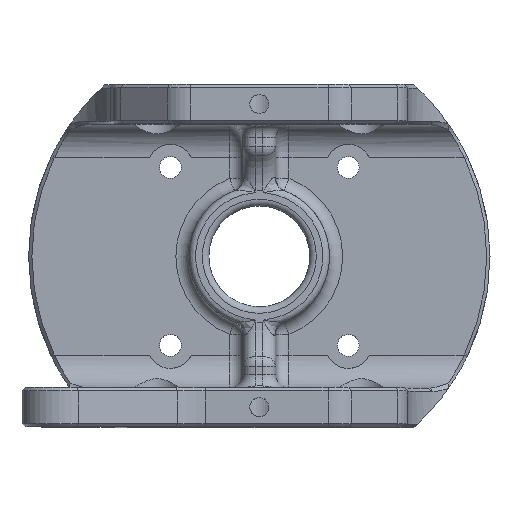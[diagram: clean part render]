
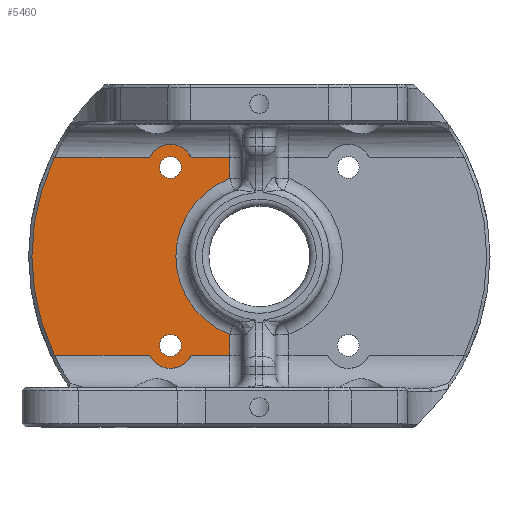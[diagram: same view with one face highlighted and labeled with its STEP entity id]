
A CAD part, top view. The second image highlights one B-rep face of the part: STEP entity #5460.
In plain terms, the highlighted planar face has unit normal (0, 0, 1).
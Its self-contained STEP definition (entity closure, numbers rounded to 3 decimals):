
#89=FACE_BOUND('',#842,.T.);
#90=FACE_BOUND('',#843,.T.);
#145=PLANE('',#5871);
#296=B_SPLINE_CURVE_WITH_KNOTS('',3,(#8860,#8861,#8862,#8863),
 .UNSPECIFIED.,.F.,.F.,(4,4),(-2.405,-2.381),
 .UNSPECIFIED.);
#297=B_SPLINE_CURVE_WITH_KNOTS('',3,(#8867,#8868,#8869,#8870),
 .UNSPECIFIED.,.F.,.F.,(4,4),(-0.807,-0.783),
 .UNSPECIFIED.);
#484=FACE_OUTER_BOUND('',#841,.T.);
#841=EDGE_LOOP('',(#3777,#3778,#3779,#3780,#3781,#3782,#3783,#3784,#3785,
#3786,#3787,#3788));
#842=EDGE_LOOP('',(#3789));
#843=EDGE_LOOP('',(#3790));
#1243=LINE('',#8848,#1621);
#1244=LINE('',#8852,#1622);
#1245=LINE('',#8854,#1623);
#1246=LINE('',#8858,#1624);
#1247=LINE('',#8872,#1625);
#1248=LINE('',#8875,#1626);
#1621=VECTOR('',#6591,10.);
#1622=VECTOR('',#6596,10.);
#1623=VECTOR('',#6597,10.);
#1624=VECTOR('',#6600,10.);
#1625=VECTOR('',#6603,10.);
#1626=VECTOR('',#6606,10.);
#2009=CIRCLE('',#5854,12.65);
#2020=CIRCLE('',#5872,3.5);
#2021=CIRCLE('',#5873,34.5);
#2022=CIRCLE('',#5874,3.5);
#2023=CIRCLE('',#5875,1.65);
#2024=CIRCLE('',#5876,1.65);
#2354=VERTEX_POINT('',#8688);
#2356=VERTEX_POINT('',#8692);
#2370=VERTEX_POINT('',#8847);
#2371=VERTEX_POINT('',#8851);
#2372=VERTEX_POINT('',#8853);
#2373=VERTEX_POINT('',#8855);
#2374=VERTEX_POINT('',#8857);
#2375=VERTEX_POINT('',#8859);
#2376=VERTEX_POINT('',#8864);
#2377=VERTEX_POINT('',#8866);
#2378=VERTEX_POINT('',#8871);
#2379=VERTEX_POINT('',#8873);
#2380=VERTEX_POINT('',#8876);
#2381=VERTEX_POINT('',#8878);
#2876=EDGE_CURVE('',#2356,#2354,#2009,.T.);
#2897=EDGE_CURVE('',#2354,#2370,#1243,.T.);
#2899=EDGE_CURVE('',#2371,#2356,#1244,.T.);
#2900=EDGE_CURVE('',#2372,#2371,#1245,.T.);
#2901=EDGE_CURVE('',#2373,#2372,#2020,.T.);
#2902=EDGE_CURVE('',#2374,#2373,#1246,.T.);
#2903=EDGE_CURVE('',#2375,#2374,#296,.T.);
#2904=EDGE_CURVE('',#2376,#2375,#2021,.T.);
#2905=EDGE_CURVE('',#2377,#2376,#297,.T.);
#2906=EDGE_CURVE('',#2378,#2377,#1247,.T.);
#2907=EDGE_CURVE('',#2379,#2378,#2022,.T.);
#2908=EDGE_CURVE('',#2370,#2379,#1248,.T.);
#2909=EDGE_CURVE('',#2380,#2380,#2023,.T.);
#2910=EDGE_CURVE('',#2381,#2381,#2024,.T.);
#3777=ORIENTED_EDGE('',*,*,#2876,.F.);
#3778=ORIENTED_EDGE('',*,*,#2899,.F.);
#3779=ORIENTED_EDGE('',*,*,#2900,.F.);
#3780=ORIENTED_EDGE('',*,*,#2901,.F.);
#3781=ORIENTED_EDGE('',*,*,#2902,.F.);
#3782=ORIENTED_EDGE('',*,*,#2903,.F.);
#3783=ORIENTED_EDGE('',*,*,#2904,.F.);
#3784=ORIENTED_EDGE('',*,*,#2905,.F.);
#3785=ORIENTED_EDGE('',*,*,#2906,.F.);
#3786=ORIENTED_EDGE('',*,*,#2907,.F.);
#3787=ORIENTED_EDGE('',*,*,#2908,.F.);
#3788=ORIENTED_EDGE('',*,*,#2897,.F.);
#3789=ORIENTED_EDGE('',*,*,#2909,.T.);
#3790=ORIENTED_EDGE('',*,*,#2910,.T.);
#5460=ADVANCED_FACE('',(#484,#89,#90),#145,.T.);
#5854=AXIS2_PLACEMENT_3D('',#8694,#6554,#6555);
#5871=AXIS2_PLACEMENT_3D('',#8850,#6594,#6595);
#5872=AXIS2_PLACEMENT_3D('',#8856,#6598,#6599);
#5873=AXIS2_PLACEMENT_3D('',#8865,#6601,#6602);
#5874=AXIS2_PLACEMENT_3D('',#8874,#6604,#6605);
#5875=AXIS2_PLACEMENT_3D('',#8877,#6607,#6608);
#5876=AXIS2_PLACEMENT_3D('',#8879,#6609,#6610);
#6554=DIRECTION('center_axis',(0.,0.,1.));
#6555=DIRECTION('ref_axis',(-1.,0.,0.));
#6591=DIRECTION('',(0.,-1.,0.));
#6594=DIRECTION('center_axis',(0.,0.,1.));
#6595=DIRECTION('ref_axis',(1.,0.,0.));
#6596=DIRECTION('',(0.,-1.,0.));
#6597=DIRECTION('',(1.,0.,0.));
#6598=DIRECTION('center_axis',(0.,0.,-1.));
#6599=DIRECTION('ref_axis',(-1.,0.,0.));
#6600=DIRECTION('',(1.,0.,0.));
#6601=DIRECTION('center_axis',(0.,0.,-1.));
#6602=DIRECTION('ref_axis',(-1.,0.,0.));
#6603=DIRECTION('',(-1.,0.,0.));
#6604=DIRECTION('center_axis',(0.,0.,-1.));
#6605=DIRECTION('ref_axis',(-1.,0.,0.));
#6606=DIRECTION('',(-1.,0.,0.));
#6607=DIRECTION('center_axis',(0.,0.,-1.));
#6608=DIRECTION('ref_axis',(-1.,0.,0.));
#6609=DIRECTION('center_axis',(0.,0.,-1.));
#6610=DIRECTION('ref_axis',(-1.,0.,0.));
#8688=CARTESIAN_POINT('',(-4.5,-11.823,5.));
#8692=CARTESIAN_POINT('',(-4.5,11.823,5.));
#8694=CARTESIAN_POINT('Origin',(0.,0.,5.));
#8847=CARTESIAN_POINT('',(-4.5,-15.,5.));
#8848=CARTESIAN_POINT('',(-4.5,10.,5.));
#8850=CARTESIAN_POINT('Origin',(0.,0.,
5.));
#8851=CARTESIAN_POINT('',(-4.5,15.,5.));
#8852=CARTESIAN_POINT('',(-4.5,10.,5.));
#8853=CARTESIAN_POINT('',(-10.338,15.,5.));
#8854=CARTESIAN_POINT('',(-11.25,15.,5.));
#8855=CARTESIAN_POINT('',(-16.662,15.,5.));
#8856=CARTESIAN_POINT('Origin',(-13.5,13.5,5.));
#8857=CARTESIAN_POINT('',(-31.068,15.,5.));
#8858=CARTESIAN_POINT('',(-11.25,15.,5.));
#8859=CARTESIAN_POINT('',(-31.171,14.786,5.));
#8860=CARTESIAN_POINT('Ctrl Pts',(-31.171,14.786,5.));
#8861=CARTESIAN_POINT('Ctrl Pts',(-31.137,14.857,5.));
#8862=CARTESIAN_POINT('Ctrl Pts',(-31.103,14.928,5.));
#8863=CARTESIAN_POINT('Ctrl Pts',(-31.068,15.,5.));
#8864=CARTESIAN_POINT('',(-31.171,-14.786,5.));
#8865=CARTESIAN_POINT('Origin',(0.,0.,5.));
#8866=CARTESIAN_POINT('',(-31.068,-15.,5.));
#8867=CARTESIAN_POINT('Ctrl Pts',(-31.068,-15.,5.));
#8868=CARTESIAN_POINT('Ctrl Pts',(-31.103,-14.928,5.));
#8869=CARTESIAN_POINT('Ctrl Pts',(-31.137,-14.857,5.));
#8870=CARTESIAN_POINT('Ctrl Pts',(-31.171,-14.786,5.));
#8871=CARTESIAN_POINT('',(-16.662,-15.,5.));
#8872=CARTESIAN_POINT('',(-11.25,-15.,5.));
#8873=CARTESIAN_POINT('',(-10.338,-15.,5.));
#8874=CARTESIAN_POINT('Origin',(-13.5,-13.5,5.));
#8875=CARTESIAN_POINT('',(-11.25,-15.,5.));
#8876=CARTESIAN_POINT('',(-11.85,-13.5,5.));
#8877=CARTESIAN_POINT('Origin',(-13.5,-13.5,5.));
#8878=CARTESIAN_POINT('',(-11.85,13.5,5.));
#8879=CARTESIAN_POINT('Origin',(-13.5,13.5,5.));
